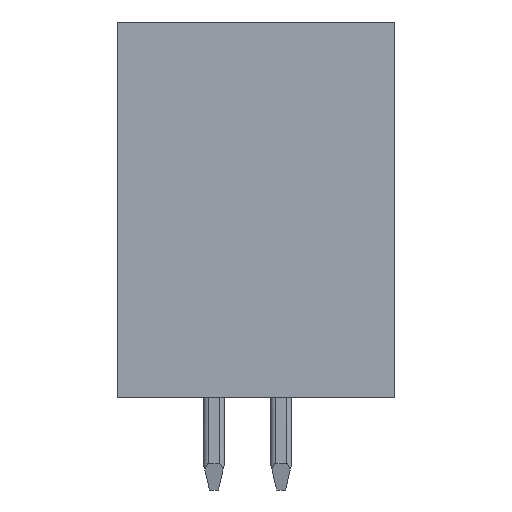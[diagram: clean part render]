
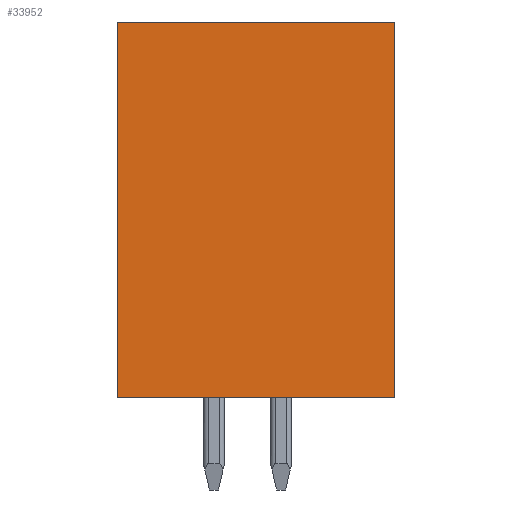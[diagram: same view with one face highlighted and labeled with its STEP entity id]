
A CAD part, front view. The second image highlights one B-rep face of the part: STEP entity #33952.
In plain terms, the highlighted planar face has unit normal (0, -1, 0).
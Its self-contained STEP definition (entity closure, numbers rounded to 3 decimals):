
#13309=DIRECTION('',(0.,0.,-1.));
#13310=VECTOR('',#13309,14.2);
#13311=CARTESIAN_POINT('',(-5.25,-35.27,7.1));
#13312=LINE('',#13311,#13310);
#13313=DIRECTION('',(-1.,0.,0.));
#13314=VECTOR('',#13313,10.5);
#13315=CARTESIAN_POINT('',(5.25,-35.27,7.1));
#13316=LINE('',#13315,#13314);
#13317=DIRECTION('',(0.,0.,1.));
#13318=VECTOR('',#13317,14.2);
#13319=CARTESIAN_POINT('',(5.25,-35.27,-7.1));
#13320=LINE('',#13319,#13318);
#13321=DIRECTION('',(1.,0.,0.));
#13322=VECTOR('',#13321,10.5);
#13323=CARTESIAN_POINT('',(-5.25,-35.27,-7.1));
#13324=LINE('',#13323,#13322);
#13433=CARTESIAN_POINT('',(-5.25,-35.27,7.1));
#13434=CARTESIAN_POINT('',(-5.25,-35.27,-7.1));
#13435=VERTEX_POINT('',#13433);
#13436=VERTEX_POINT('',#13434);
#13437=CARTESIAN_POINT('',(5.25,-35.27,-7.1));
#13438=VERTEX_POINT('',#13437);
#13439=CARTESIAN_POINT('',(5.25,-35.27,7.1));
#13440=VERTEX_POINT('',#13439);
#33941=CARTESIAN_POINT('',(0.,-35.27,0.));
#33942=DIRECTION('',(0.,-1.,0.));
#33943=DIRECTION('',(1.,0.,0.));
#33944=AXIS2_PLACEMENT_3D('',#33941,#33942,#33943);
#33945=PLANE('',#33944);
#33946=ORIENTED_EDGE('',*,*,#16684,.F.);
#33947=ORIENTED_EDGE('',*,*,#17078,.F.);
#33948=ORIENTED_EDGE('',*,*,#17163,.F.);
#33949=ORIENTED_EDGE('',*,*,#17387,.F.);
#33950=EDGE_LOOP('',(#33946,#33947,#33948,#33949));
#33951=FACE_OUTER_BOUND('',#33950,.F.);
#33952=ADVANCED_FACE('',(#33951),#33945,.T.);
#16684=EDGE_CURVE('',#13435,#13436,#13312,.T.);
#17078=EDGE_CURVE('',#13440,#13435,#13316,.T.);
#17163=EDGE_CURVE('',#13438,#13440,#13320,.T.);
#17387=EDGE_CURVE('',#13436,#13438,#13324,.T.);
